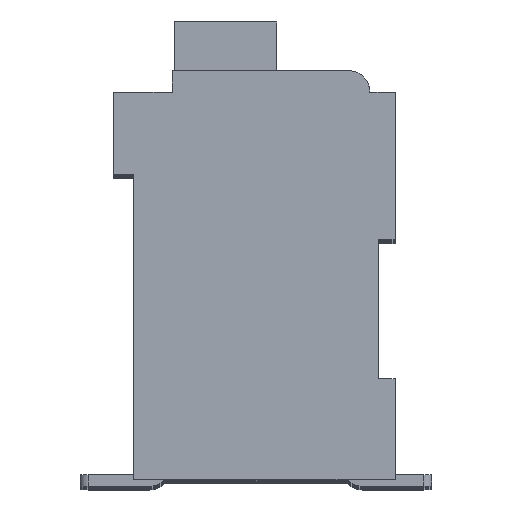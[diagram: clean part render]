
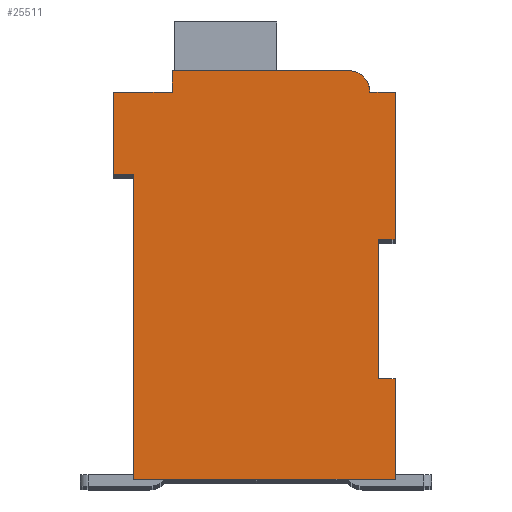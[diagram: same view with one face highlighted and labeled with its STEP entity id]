
A CAD part, top view. The second image highlights one B-rep face of the part: STEP entity #25511.
In plain terms, the highlighted planar face has unit normal (0, 0, 1).
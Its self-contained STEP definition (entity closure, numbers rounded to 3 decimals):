
#2498=DIRECTION('',(1.,0.,0.));
#2499=VECTOR('',#2498,0.5);
#2500=CARTESIAN_POINT('',(7.3,7.15,2.1));
#2501=LINE('',#2500,#2499);
#2502=DIRECTION('',(0.,1.,0.));
#2503=VECTOR('',#2502,4.15);
#2504=CARTESIAN_POINT('',(7.3,3.,2.1));
#2505=LINE('',#2504,#2503);
#2506=DIRECTION('',(-1.,0.,0.));
#2507=VECTOR('',#2506,0.5);
#2508=CARTESIAN_POINT('',(7.8,3.,2.1));
#2509=LINE('',#2508,#2507);
#2510=DIRECTION('',(0.,1.,0.));
#2511=VECTOR('',#2510,3.);
#2512=CARTESIAN_POINT('',(7.8,0.,2.1));
#2513=LINE('',#2512,#2511);
#2514=DIRECTION('',(1.,0.,0.));
#2515=VECTOR('',#2514,7.8);
#2516=CARTESIAN_POINT('',(0.,0.,2.1));
#2517=LINE('',#2516,#2515);
#2518=DIRECTION('',(0.,-1.,0.));
#2519=VECTOR('',#2518,9.1);
#2520=CARTESIAN_POINT('',(0.,9.1,2.1));
#2521=LINE('',#2520,#2519);
#2522=DIRECTION('',(1.,0.,0.));
#2523=VECTOR('',#2522,0.6);
#2524=CARTESIAN_POINT('',(-0.6,9.1,2.1));
#2525=LINE('',#2524,#2523);
#2526=DIRECTION('',(0.,-1.,0.));
#2527=VECTOR('',#2526,2.45);
#2528=CARTESIAN_POINT('',(-0.6,11.55,2.1));
#2529=LINE('',#2528,#2527);
#2530=DIRECTION('',(-1.,0.,0.));
#2531=VECTOR('',#2530,1.75);
#2532=CARTESIAN_POINT('',(1.15,11.55,2.1));
#2533=LINE('',#2532,#2531);
#2534=DIRECTION('',(0.,-1.,0.));
#2535=VECTOR('',#2534,0.65);
#2536=CARTESIAN_POINT('',(1.15,12.2,2.1));
#2537=LINE('',#2536,#2535);
#2538=DIRECTION('',(-1.,0.,0.));
#2539=VECTOR('',#2538,5.25);
#2540=CARTESIAN_POINT('',(6.4,12.2,2.1));
#2541=LINE('',#2540,#2539);
#2542=CARTESIAN_POINT('',(6.4,11.55,2.1));
#2543=DIRECTION('',(0.,0.,1.));
#2544=DIRECTION('',(1.,0.,0.));
#2545=AXIS2_PLACEMENT_3D('',#2542,#2543,#2544);
#2547=DIRECTION('',(-1.,0.,0.));
#2548=VECTOR('',#2547,0.75);
#2549=CARTESIAN_POINT('',(7.8,11.55,2.1));
#2550=LINE('',#2549,#2548);
#2551=DIRECTION('',(0.,1.,0.));
#2552=VECTOR('',#2551,4.4);
#2553=CARTESIAN_POINT('',(7.8,7.15,2.1));
#2554=LINE('',#2553,#2552);
#17767=CARTESIAN_POINT('',(7.3,7.15,2.1));
#17768=CARTESIAN_POINT('',(7.8,7.15,2.1));
#17769=VERTEX_POINT('',#17767);
#17770=VERTEX_POINT('',#17768);
#17771=CARTESIAN_POINT('',(7.8,11.55,2.1));
#17772=VERTEX_POINT('',#17771);
#17773=CARTESIAN_POINT('',(7.05,11.55,2.1));
#17774=VERTEX_POINT('',#17773);
#17775=CARTESIAN_POINT('',(6.4,12.2,2.1));
#17776=VERTEX_POINT('',#17775);
#17777=CARTESIAN_POINT('',(1.15,12.2,2.1));
#17778=VERTEX_POINT('',#17777);
#17779=CARTESIAN_POINT('',(1.15,11.55,2.1));
#17780=VERTEX_POINT('',#17779);
#17781=CARTESIAN_POINT('',(-0.6,11.55,2.1));
#17782=VERTEX_POINT('',#17781);
#17783=CARTESIAN_POINT('',(-0.6,9.1,2.1));
#17784=VERTEX_POINT('',#17783);
#17785=CARTESIAN_POINT('',(0.,9.1,2.1));
#17786=VERTEX_POINT('',#17785);
#17787=CARTESIAN_POINT('',(0.,0.,2.1));
#17788=VERTEX_POINT('',#17787);
#17789=CARTESIAN_POINT('',(7.8,0.,2.1));
#17790=VERTEX_POINT('',#17789);
#17791=CARTESIAN_POINT('',(7.8,3.,2.1));
#17792=VERTEX_POINT('',#17791);
#17793=CARTESIAN_POINT('',(7.3,3.,2.1));
#17794=VERTEX_POINT('',#17793);
#25481=CARTESIAN_POINT('',(0.,0.,2.1));
#25482=DIRECTION('',(0.,0.,1.));
#25483=DIRECTION('',(1.,0.,0.));
#25484=AXIS2_PLACEMENT_3D('',#25481,#25482,#25483);
#25485=PLANE('',#25484);
#25486=ORIENTED_EDGE('',*,*,#23312,.F.);
#25487=ORIENTED_EDGE('',*,*,#24192,.F.);
#25489=ORIENTED_EDGE('',*,*,#25488,.F.);
#25491=ORIENTED_EDGE('',*,*,#25490,.F.);
#25492=ORIENTED_EDGE('',*,*,#24679,.F.);
#25493=ORIENTED_EDGE('',*,*,#24516,.F.);
#25495=ORIENTED_EDGE('',*,*,#25494,.F.);
#25497=ORIENTED_EDGE('',*,*,#25496,.F.);
#25499=ORIENTED_EDGE('',*,*,#25498,.F.);
#25501=ORIENTED_EDGE('',*,*,#25500,.F.);
#25503=ORIENTED_EDGE('',*,*,#25502,.F.);
#25505=ORIENTED_EDGE('',*,*,#25504,.F.);
#25507=ORIENTED_EDGE('',*,*,#25506,.F.);
#25508=ORIENTED_EDGE('',*,*,#23788,.F.);
#25509=EDGE_LOOP('',(#25486,#25487,#25489,#25491,#25492,#25493,#25495,#25497,
#25499,#25501,#25503,#25505,#25507,#25508));
#25510=FACE_OUTER_BOUND('',#25509,.F.);
#2546=CIRCLE('',#2545,0.65);
#23312=EDGE_CURVE('',#17769,#17770,#2501,.T.);
#23788=EDGE_CURVE('',#17770,#17772,#2554,.T.);
#24192=EDGE_CURVE('',#17794,#17769,#2505,.T.);
#24516=EDGE_CURVE('',#17786,#17788,#2521,.T.);
#24679=EDGE_CURVE('',#17788,#17790,#2517,.T.);
#25488=EDGE_CURVE('',#17792,#17794,#2509,.T.);
#25490=EDGE_CURVE('',#17790,#17792,#2513,.T.);
#25494=EDGE_CURVE('',#17784,#17786,#2525,.T.);
#25496=EDGE_CURVE('',#17782,#17784,#2529,.T.);
#25498=EDGE_CURVE('',#17780,#17782,#2533,.T.);
#25500=EDGE_CURVE('',#17778,#17780,#2537,.T.);
#25502=EDGE_CURVE('',#17776,#17778,#2541,.T.);
#25504=EDGE_CURVE('',#17774,#17776,#2546,.T.);
#25506=EDGE_CURVE('',#17772,#17774,#2550,.T.);
#25511=ADVANCED_FACE('',(#25510),#25485,.T.);
